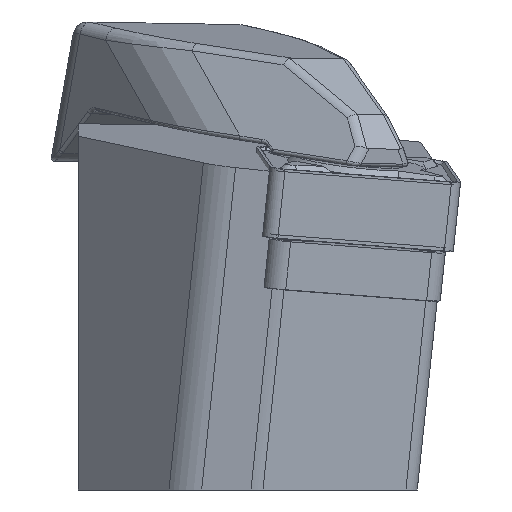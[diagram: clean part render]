
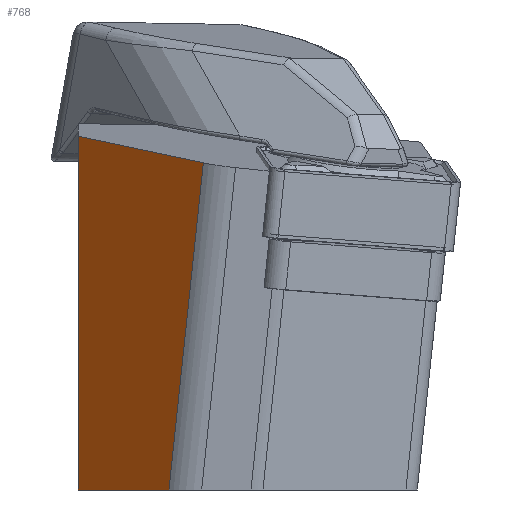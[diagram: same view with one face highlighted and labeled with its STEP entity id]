
A CAD part, left-side view. The second image highlights one B-rep face of the part: STEP entity #768.
In plain terms, the highlighted planar face has unit normal (-0.703, 0.711, 0).
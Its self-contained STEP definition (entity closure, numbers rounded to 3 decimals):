
#768=ADVANCED_FACE('',(#1042),#949,.F.);
#949=PLANE('',#3756);
#1042=FACE_OUTER_BOUND('',#1211,.T.);
#1211=EDGE_LOOP('',(#2049,#2050,#2051,#2052));
#1416=LINE('',#5055,#1683);
#1425=LINE('',#5078,#1692);
#1448=LINE('',#5135,#1715);
#1457=LINE('',#5155,#1724);
#1683=VECTOR('',#4098,1.);
#1692=VECTOR('',#4113,1.);
#1715=VECTOR('',#4164,1.);
#1724=VECTOR('',#4189,1.);
#2049=ORIENTED_EDGE('',*,*,#3179,.F.);
#2050=ORIENTED_EDGE('',*,*,#3208,.F.);
#2051=ORIENTED_EDGE('',*,*,#3219,.T.);
#2052=ORIENTED_EDGE('',*,*,#3168,.F.);
#2868=VERTEX_POINT('',#5054);
#2869=VERTEX_POINT('',#5056);
#2879=VERTEX_POINT('',#5077);
#2899=VERTEX_POINT('',#5134);
#3168=EDGE_CURVE('',#2868,#2869,#1416,.T.);
#3179=EDGE_CURVE('',#2879,#2868,#1425,.T.);
#3208=EDGE_CURVE('',#2899,#2879,#1448,.T.);
#3219=EDGE_CURVE('',#2899,#2869,#1457,.T.);
#3756=AXIS2_PLACEMENT_3D('',#5157,#4192,#4193);
#4098=DIRECTION('',(-0.703,-0.696,-0.147));
#4113=DIRECTION('',(0.001,0.,1.));
#4164=DIRECTION('',(0.711,0.703,0.));
#4189=DIRECTION('',(-0.105,-0.104,0.989));
#4192=DIRECTION('',(0.703,-0.711,0.));
#4193=DIRECTION('',(0.711,0.703,0.));
#5054=CARTESIAN_POINT('',(10.167,0.,3.079));
#5055=CARTESIAN_POINT('',(1.911,-8.166,1.348));
#5056=CARTESIAN_POINT('',(1.911,-8.166,1.348));
#5077=CARTESIAN_POINT('',(10.154,0.,-20.));
#5078=CARTESIAN_POINT('',(10.143,0.,-37.92));
#5134=CARTESIAN_POINT('',(4.167,-5.922,-20.));
#5135=CARTESIAN_POINT('',(6.065,-4.044,-20.));
#5155=CARTESIAN_POINT('',(6.06,-4.038,-37.918));
#5157=CARTESIAN_POINT('',(6.06,-4.038,-37.918));
